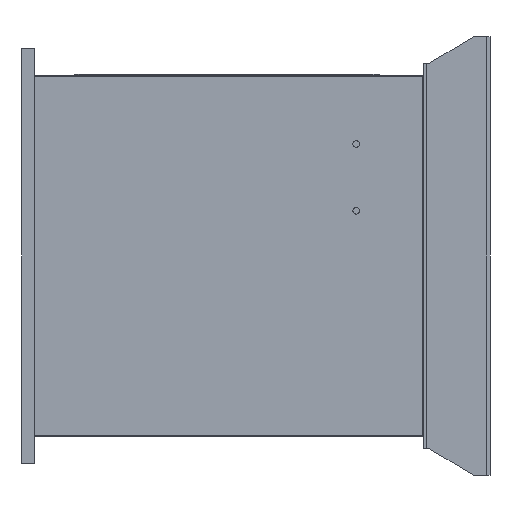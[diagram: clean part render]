
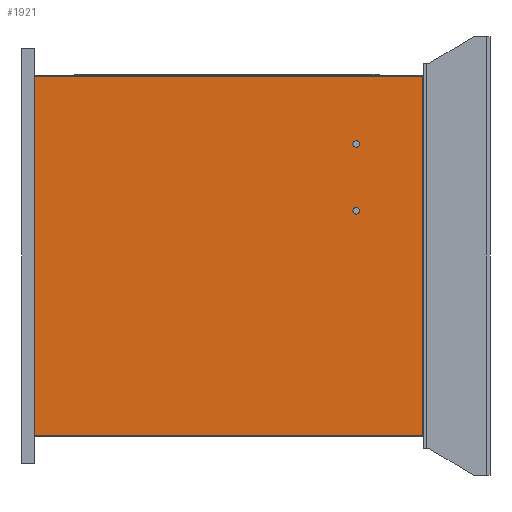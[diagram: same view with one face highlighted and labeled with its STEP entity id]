
A CAD part, left-side view. The second image highlights one B-rep face of the part: STEP entity #1921.
In plain terms, the highlighted planar face has unit normal (-1, 0, 0).
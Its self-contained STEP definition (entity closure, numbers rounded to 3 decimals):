
#21 = VERTEX_POINT ( 'NONE', #1640 ) ;
#33 = VECTOR ( 'NONE', #985, 1000. ) ;
#34 = DIRECTION ( 'NONE',  ( -1., 0., 0. ) ) ;
#44 = CIRCLE ( 'NONE', #947, 5. ) ;
#51 = EDGE_LOOP ( 'NONE', ( #893, #988, #2391, #1553 ) ) ;
#54 = VERTEX_POINT ( 'NONE', #1827 ) ;
#62 = EDGE_CURVE ( 'NONE', #1524, #54, #592, .T. ) ;
#102 = FACE_OUTER_BOUND ( 'NONE', #51, .T. ) ;
#158 = DIRECTION ( 'NONE',  ( 0., 0., -1. ) ) ;
#186 = ORIENTED_EDGE ( 'NONE', *, *, #2237, .F. ) ;
#211 = CARTESIAN_POINT ( 'NONE',  ( -350., 98.5, 162.5 ) ) ;
#308 = DIRECTION ( 'NONE',  ( 0., 0., 1. ) ) ;
#369 = CARTESIAN_POINT ( 'NONE',  ( -350., 98.5, 167.5 ) ) ;
#371 = CARTESIAN_POINT ( 'NONE',  ( -350., -1.5, 270. ) ) ;
#402 = DIRECTION ( 'NONE',  ( -1., 0., 0. ) ) ;
#479 = ORIENTED_EDGE ( 'NONE', *, *, #952, .F. ) ;
#501 = CARTESIAN_POINT ( 'NONE',  ( -350., 98.5, 167.5 ) ) ;
#527 = EDGE_CURVE ( 'NONE', #21, #1524, #1175, .T. ) ;
#532 = AXIS2_PLACEMENT_3D ( 'NONE', #501, #927, #2398 ) ;
#533 = PLANE ( 'NONE',  #1715 ) ;
#537 = CIRCLE ( 'NONE', #532, 5. ) ;
#539 = CIRCLE ( 'NONE', #1659, 5. ) ;
#575 = DIRECTION ( 'NONE',  ( -1., 0., 0. ) ) ;
#592 = LINE ( 'NONE', #762, #33 ) ;
#624 = EDGE_LOOP ( 'NONE', ( #2480, #479 ) ) ;
#739 = LINE ( 'NONE', #901, #1147 ) ;
#762 = CARTESIAN_POINT ( 'NONE',  ( -350., 580.1, -270. ) ) ;
#766 = FACE_BOUND ( 'NONE', #2260, .T. ) ;
#786 = VERTEX_POINT ( 'NONE', #1717 ) ;
#893 = ORIENTED_EDGE ( 'NONE', *, *, #62, .F. ) ;
#901 = CARTESIAN_POINT ( 'NONE',  ( -350., 580.1, 270. ) ) ;
#927 = DIRECTION ( 'NONE',  ( -1., 0., 0. ) ) ;
#932 = CARTESIAN_POINT ( 'NONE',  ( -350., 0., 0. ) ) ;
#947 = AXIS2_PLACEMENT_3D ( 'NONE', #369, #575, #2471 ) ;
#952 = EDGE_CURVE ( 'NONE', #2174, #1183, #537, .T. ) ;
#985 = DIRECTION ( 'NONE',  ( 0., 1., 0. ) ) ;
#988 = ORIENTED_EDGE ( 'NONE', *, *, #527, .F. ) ;
#1015 = CARTESIAN_POINT ( 'NONE',  ( -350., 98.5, 62.5 ) ) ;
#1105 = CARTESIAN_POINT ( 'NONE',  ( -350., 98.5, 67.5 ) ) ;
#1116 = DIRECTION ( 'NONE',  ( 0., -1., 0. ) ) ;
#1147 = VECTOR ( 'NONE', #1116, 1000. ) ;
#1175 = LINE ( 'NONE', #371, #2228 ) ;
#1183 = VERTEX_POINT ( 'NONE', #1993 ) ;
#1204 = VECTOR ( 'NONE', #308, 1000. ) ;
#1240 = LINE ( 'NONE', #1587, #1204 ) ;
#1422 = CARTESIAN_POINT ( 'NONE',  ( -350., 580.1, 270. ) ) ;
#1524 = VERTEX_POINT ( 'NONE', #2676 ) ;
#1553 = ORIENTED_EDGE ( 'NONE', *, *, #1874, .F. ) ;
#1580 = DIRECTION ( 'NONE',  ( 1., 0., 0. ) ) ;
#1587 = CARTESIAN_POINT ( 'NONE',  ( -350., 580.1, 270. ) ) ;
#1607 = AXIS2_PLACEMENT_3D ( 'NONE', #1105, #34, #1725 ) ;
#1640 = CARTESIAN_POINT ( 'NONE',  ( -350., -1.5, 270. ) ) ;
#1652 = ORIENTED_EDGE ( 'NONE', *, *, #2122, .F. ) ;
#1659 = AXIS2_PLACEMENT_3D ( 'NONE', #1674, #402, #2721 ) ;
#1674 = CARTESIAN_POINT ( 'NONE',  ( -350., 98.5, 67.5 ) ) ;
#1715 = AXIS2_PLACEMENT_3D ( 'NONE', #932, #1580, #2629 ) ;
#1717 = CARTESIAN_POINT ( 'NONE',  ( -350., 98.5, 72.5 ) ) ;
#1725 = DIRECTION ( 'NONE',  ( 0., 0., 1. ) ) ;
#1777 = CIRCLE ( 'NONE', #1607, 5. ) ;
#1827 = CARTESIAN_POINT ( 'NONE',  ( -350., 580.1, -270. ) ) ;
#1874 = EDGE_CURVE ( 'NONE', #54, #2008, #1240, .T. ) ;
#1921 = ADVANCED_FACE ( 'NONE', ( #766, #2649, #102 ), #533, .F. ) ;
#1966 = EDGE_CURVE ( 'NONE', #1183, #2174, #44, .T. ) ;
#1993 = CARTESIAN_POINT ( 'NONE',  ( -350., 98.5, 172.5 ) ) ;
#2008 = VERTEX_POINT ( 'NONE', #1422 ) ;
#2122 = EDGE_CURVE ( 'NONE', #2145, #786, #539, .T. ) ;
#2145 = VERTEX_POINT ( 'NONE', #1015 ) ;
#2174 = VERTEX_POINT ( 'NONE', #211 ) ;
#2228 = VECTOR ( 'NONE', #158, 1000. ) ;
#2237 = EDGE_CURVE ( 'NONE', #786, #2145, #1777, .T. ) ;
#2260 = EDGE_LOOP ( 'NONE', ( #186, #1652 ) ) ;
#2328 = EDGE_CURVE ( 'NONE', #2008, #21, #739, .T. ) ;
#2391 = ORIENTED_EDGE ( 'NONE', *, *, #2328, .F. ) ;
#2398 = DIRECTION ( 'NONE',  ( 0., 0., 1. ) ) ;
#2471 = DIRECTION ( 'NONE',  ( 0., 0., 1. ) ) ;
#2480 = ORIENTED_EDGE ( 'NONE', *, *, #1966, .F. ) ;
#2629 = DIRECTION ( 'NONE',  ( 0., 0., -1. ) ) ;
#2649 = FACE_BOUND ( 'NONE', #624, .T. ) ;
#2676 = CARTESIAN_POINT ( 'NONE',  ( -350., -1.5, -270. ) ) ;
#2721 = DIRECTION ( 'NONE',  ( 0., 0., 1. ) ) ;
